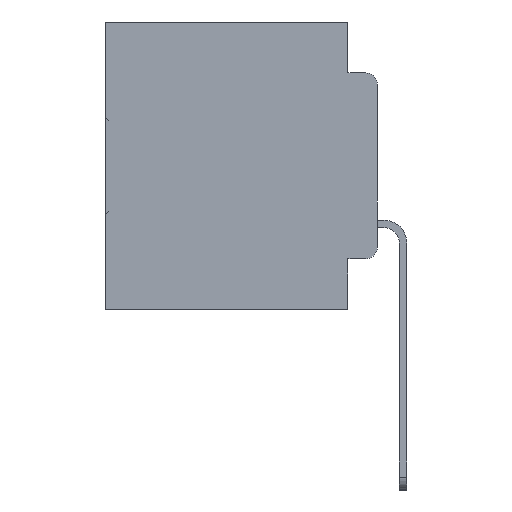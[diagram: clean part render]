
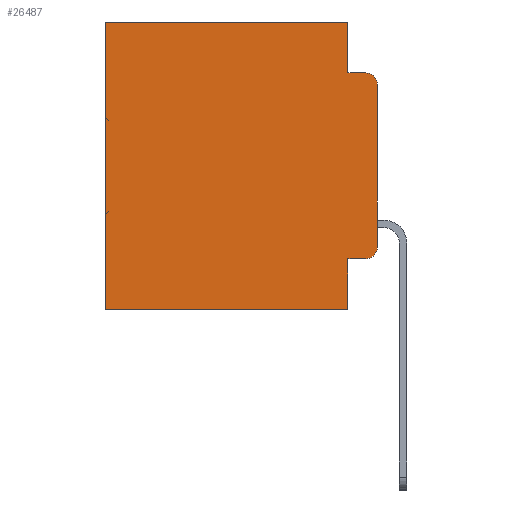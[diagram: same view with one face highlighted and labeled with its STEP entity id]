
A CAD part, left-side view. The second image highlights one B-rep face of the part: STEP entity #26487.
In plain terms, the highlighted planar face has unit normal (-1, 0, 0).
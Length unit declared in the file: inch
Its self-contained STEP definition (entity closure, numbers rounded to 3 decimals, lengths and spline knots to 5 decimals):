
#7 = CARTESIAN_POINT ( 'NONE',  ( 0.298, 0.02, -0.0885 ) ) ;
#213 = CARTESIAN_POINT ( 'NONE',  ( 0.298, 0.02, -0.3915 ) ) ;
#1204 = CARTESIAN_POINT ( 'NONE',  ( 0.298, 0.051, -0.4115 ) ) ;
#1262 = ORIENTED_EDGE ( 'NONE', *, *, #22921, .F. ) ;
#2028 = VECTOR ( 'NONE', #4053, 39.37008 ) ;
#2141 = CARTESIAN_POINT ( 'NONE',  ( 0.298, 0., 0. ) ) ;
#2357 = VERTEX_POINT ( 'NONE', #33542 ) ;
#2453 = DIRECTION ( 'NONE',  ( 0., 0., -1. ) ) ;
#2842 = DIRECTION ( 'NONE',  ( 0., 0., -1. ) ) ;
#3954 = VERTEX_POINT ( 'NONE', #15044 ) ;
#4053 = DIRECTION ( 'NONE',  ( 0., 1., 0. ) ) ;
#4060 = AXIS2_PLACEMENT_3D ( 'NONE', #2141, #20563, #4802 ) ;
#4349 = CARTESIAN_POINT ( 'NONE',  ( 0.298, 0.473, -0.5 ) ) ;
#4553 = LINE ( 'NONE', #7227, #31823 ) ;
#4802 = DIRECTION ( 'NONE',  ( 0., 0., -1. ) ) ;
#4900 = ORIENTED_EDGE ( 'NONE', *, *, #15252, .T. ) ;
#4916 = FACE_OUTER_BOUND ( 'NONE', #24239, .T. ) ;
#6693 = EDGE_CURVE ( 'NONE', #3954, #25364, #4553, .T. ) ;
#7201 = EDGE_CURVE ( 'NONE', #3954, #25789, #30955, .T. ) ;
#7227 = CARTESIAN_POINT ( 'NONE',  ( 0.298, 0.051, 0. ) ) ;
#7988 = LINE ( 'NONE', #1204, #20301 ) ;
#8558 = CARTESIAN_POINT ( 'NONE',  ( 0.298, 0., 0. ) ) ;
#8877 = EDGE_CURVE ( 'NONE', #2357, #24555, #30818, .T. ) ;
#9956 = VECTOR ( 'NONE', #19978, 39.37008 ) ;
#10263 = ORIENTED_EDGE ( 'NONE', *, *, #33974, .F. ) ;
#10788 = CARTESIAN_POINT ( 'NONE',  ( 0.298, 0.02, -0.4115 ) ) ;
#11270 = ORIENTED_EDGE ( 'NONE', *, *, #6693, .F. ) ;
#11842 = DIRECTION ( 'NONE',  ( 0., -1., 0. ) ) ;
#12528 = DIRECTION ( 'NONE',  ( 0., 0., -1. ) ) ;
#12825 = ORIENTED_EDGE ( 'NONE', *, *, #27818, .F. ) ;
#12962 = VERTEX_POINT ( 'NONE', #10788 ) ;
#13203 = ORIENTED_EDGE ( 'NONE', *, *, #13828, .T. ) ;
#13285 = CARTESIAN_POINT ( 'NONE',  ( 0.298, 0., -0.5 ) ) ;
#13571 = CARTESIAN_POINT ( 'NONE',  ( 0.298, 0.051, -0.0885 ) ) ;
#13828 = EDGE_CURVE ( 'NONE', #12962, #25514, #20359, .T. ) ;
#13921 = VECTOR ( 'NONE', #18847, 39.37008 ) ;
#15044 = CARTESIAN_POINT ( 'NONE',  ( 0.298, 0.051, 0. ) ) ;
#15252 = EDGE_CURVE ( 'NONE', #25789, #15957, #28564, .T. ) ;
#15361 = CARTESIAN_POINT ( 'NONE',  ( 0.298, 0.051, -0.5 ) ) ;
#15957 = VERTEX_POINT ( 'NONE', #4349 ) ;
#16102 = LINE ( 'NONE', #33310, #9956 ) ;
#17147 = VECTOR ( 'NONE', #26408, 39.37008 ) ;
#17376 = CARTESIAN_POINT ( 'NONE',  ( 0.298, 0.051, -0.4115 ) ) ;
#17381 = AXIS2_PLACEMENT_3D ( 'NONE', #213, #18638, #2842 ) ;
#17924 = PLANE ( 'NONE',  #4060 ) ;
#17989 = LINE ( 'NONE', #13285, #17147 ) ;
#18244 = DIRECTION ( 'NONE',  ( -1., 0., 0. ) ) ;
#18638 = DIRECTION ( 'NONE',  ( -1., 0., 0. ) ) ;
#18847 = DIRECTION ( 'NONE',  ( 0., -1., 0. ) ) ;
#19802 = DIRECTION ( 'NONE',  ( 0., 0., -1. ) ) ;
#19816 = ORIENTED_EDGE ( 'NONE', *, *, #31361, .F. ) ;
#19978 = DIRECTION ( 'NONE',  ( 0., 0., -1. ) ) ;
#19999 = VERTEX_POINT ( 'NONE', #17376 ) ;
#20301 = VECTOR ( 'NONE', #11842, 39.37008 ) ;
#20359 = CIRCLE ( 'NONE', #17381, 0.02 ) ;
#20563 = DIRECTION ( 'NONE',  ( 1., 0., 0. ) ) ;
#20890 = LINE ( 'NONE', #13571, #13921 ) ;
#21067 = EDGE_CURVE ( 'NONE', #19999, #12962, #7988, .T. ) ;
#21184 = VECTOR ( 'NONE', #26977, 39.37008 ) ;
#21496 = VECTOR ( 'NONE', #19802, 39.37008 ) ;
#22921 = EDGE_CURVE ( 'NONE', #2357, #25514, #27402, .T. ) ;
#24223 = CARTESIAN_POINT ( 'NONE',  ( 0.298, 0., -0.3915 ) ) ;
#24239 = EDGE_LOOP ( 'NONE', ( #1262, #24801, #10263, #11270, #31742, #4900, #12825, #19816, #33841, #13203 ) ) ;
#24555 = VERTEX_POINT ( 'NONE', #7 ) ;
#24801 = ORIENTED_EDGE ( 'NONE', *, *, #8877, .T. ) ;
#25120 = CARTESIAN_POINT ( 'NONE',  ( 0.298, 0., 0. ) ) ;
#25282 = VERTEX_POINT ( 'NONE', #15361 ) ;
#25364 = VERTEX_POINT ( 'NONE', #31675 ) ;
#25514 = VERTEX_POINT ( 'NONE', #24223 ) ;
#25789 = VERTEX_POINT ( 'NONE', #33479 ) ;
#26408 = DIRECTION ( 'NONE',  ( 0., 1., 0. ) ) ;
#26487 = ADVANCED_FACE ( 'NONE', ( #4916 ), #17924, .F. ) ;
#26977 = DIRECTION ( 'NONE',  ( 0., 0., -1. ) ) ;
#27402 = LINE ( 'NONE', #8558, #21184 ) ;
#27818 = EDGE_CURVE ( 'NONE', #25282, #15957, #17989, .T. ) ;
#28564 = LINE ( 'NONE', #30342, #21496 ) ;
#28808 = AXIS2_PLACEMENT_3D ( 'NONE', #34083, #18244, #2453 ) ;
#30342 = CARTESIAN_POINT ( 'NONE',  ( 0.298, 0.473, 0. ) ) ;
#30818 = CIRCLE ( 'NONE', #28808, 0.02 ) ;
#30955 = LINE ( 'NONE', #25120, #2028 ) ;
#31361 = EDGE_CURVE ( 'NONE', #19999, #25282, #16102, .T. ) ;
#31675 = CARTESIAN_POINT ( 'NONE',  ( 0.298, 0.051, -0.0885 ) ) ;
#31742 = ORIENTED_EDGE ( 'NONE', *, *, #7201, .T. ) ;
#31823 = VECTOR ( 'NONE', #12528, 39.37008 ) ;
#33310 = CARTESIAN_POINT ( 'NONE',  ( 0.298, 0.051, 0. ) ) ;
#33479 = CARTESIAN_POINT ( 'NONE',  ( 0.298, 0.473, 0. ) ) ;
#33542 = CARTESIAN_POINT ( 'NONE',  ( 0.298, 0., -0.1085 ) ) ;
#33841 = ORIENTED_EDGE ( 'NONE', *, *, #21067, .T. ) ;
#33974 = EDGE_CURVE ( 'NONE', #25364, #24555, #20890, .T. ) ;
#34083 = CARTESIAN_POINT ( 'NONE',  ( 0.298, 0.02, -0.1085 ) ) ;
